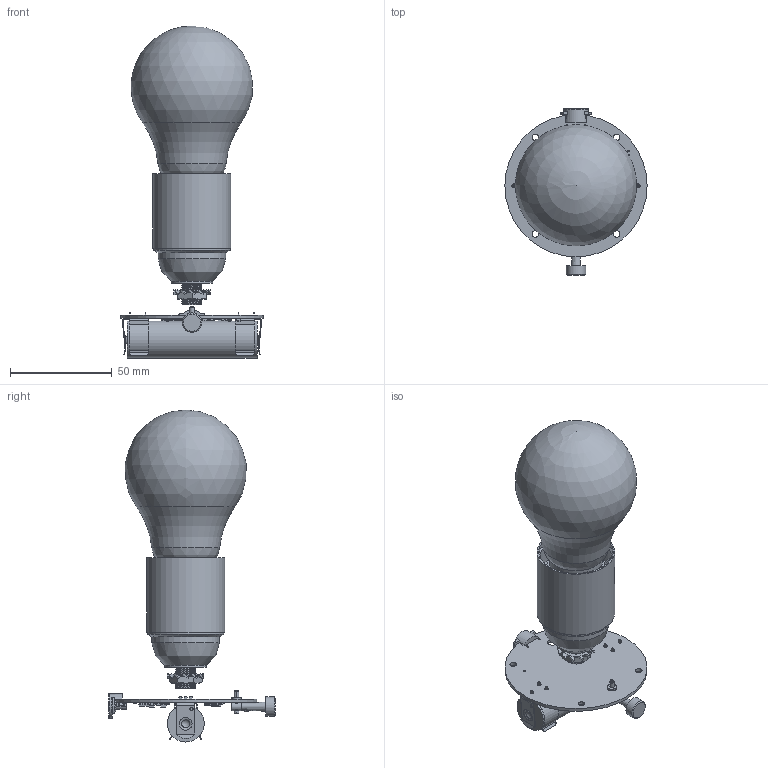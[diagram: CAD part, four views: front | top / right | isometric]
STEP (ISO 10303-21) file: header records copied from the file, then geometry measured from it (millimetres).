
FILE_DESCRIPTION(/* description */ (''),/* implementation_level */ '2;1');
FILE_NAME(/* name */ '3D KIT CABLESS DIY E27 A60.step',/* time_stamp */ '2026-01-21T15:52:34+01:00',/* author */ (''),/* organization */ (''),/* preprocessor_version */ 'ST-DEVELOPER v20.1',/* originating_system */ 'Autodesk Translation Framework v14.21.0.0',/* authorisation */ '');
FILE_SCHEMA (('AUTOMOTIVE_DESIGN { 1 0 10303 214 3 1 1 }'));
Length unit declared in the file: millimetre
Products named in the file (96): NP_22045 Cone Table lamp A.Tasto nuovo; Portalampada E27 China  v1; Scocca superiore; Scocca inferiore (1); Rondella; Frutto; Gruppo_contatto; PA-001-Morsetto_STD; Vite; Corpo_morsetto; Gruppo_contatto(Specchio); PA-001-Morsetto_STD(Specchio); Vite(Specchio); Corpo_morsetto(Specchio); Tige M10 x 15 mm v2; Scheda singola V1.1 v1 (1); C_0603_1608Metric (2); SOIC-8_3.9x4.9mm_P1.27mm (2); s7181-45 (2); COMPOUND (4); R_0603_1608Metric (2); C_0805_2012Metric (2); SOT-23-6 (2); keystone-PN54 (2); D_SMA (2); SOT-363_SC-70-6 (2); SOLID (7) (2); sod123 (2); SOLID (8) (2); SRN4012TA (2); SOLID (9) (2); Everlight 17-223 (1); COMPOUND (1) (2); SOT-23 (2); SOLID (10) (2); USB4125-GF-A (2); COMPOUND (2) (2); R_1210_3225Metric (2); SOLID (11) (2); Bat+dimmer_5V PCB (2) ...
Assembly tree (135 placements, depth 6):
  NP_22045 Cone Table lamp A.Tasto nuovo
    Portalampada E27 China  v1
      Scocca superiore
      Scocca inferiore (1)
        Rondella
      Frutto
        Gruppo_contatto
          PA-001-Morsetto_STD
            Vite
            Corpo_morsetto
        Gruppo_contatto(Specchio)
          PA-001-Morsetto_STD(Specchio)
            Vite(Specchio)
            Corpo_morsetto(Specchio)
    Tige M10 x 15 mm v2
    Scheda singola V1.1 v1 (1)
      C_0603_1608Metric (2)
        SOLID (14)
      SOIC-8_3.9x4.9mm_P1.27mm (2)
        SOLID (1) (2)
      s7181-45 (2)
        COMPOUND (4)
      R_0603_1608Metric (2)
        SOLID (2) (2)
      C_0805_2012Metric (2)
        SOLID (3) (2)
      SOT-23-6 (2)
        SOLID (4) (2)
      keystone-PN54 (2)
        SOLID (5) (2)
      D_SMA (2)
        SOLID (6) (2)
      SOT-363_SC-70-6 (2)
        SOLID (7) (2)
      sod123 (2)
        SOLID (8) (2)
      SRN4012TA (2)
        SOLID (9) (2)
      Everlight 17-223 (1)
        COMPOUND (1) (2)
      SOT-23 (2)
        SOLID (10) (2)
      USB4125-GF-A (2)
        COMPOUND (2) (2)
      R_1210_3225Metric (2)
        SOLID (11) (2)
      Bat+dimmer_5V PCB (2)
      C_0805_2012Metric (2)_1
        SOLID (3) (2)
      SOIC-8_3.9x4.9mm_P1.27mm (2)_1
        SOLID (1) (2)
      C_0603_1608Metric (2)_1
        SOLID (14)
      R_0603_1608Metric (2)_1
        SOLID (2) (2)
      C_0603_1608Metric (2)_2
        SOLID (14)
      R_0603_1608Metric (2)_2
        SOLID (2) (2)
      C_0805_2012Metric (2)_2
Bounding box: 70 x 81.79 x 163.39 mm (x, y, z)
Volume: 56209.7 mm3; surface area: 73710 mm2
Topology: 82 solids, 754 shells, 3996 faces, 12524 edges, 9423 vertices
Faces by surface type: plane 2596, cylinder 1118, bspline 123, cone 118, torus 34, sphere 7
Full cylindrical faces by diameter (mm): 0.05 x2, 0.6 x2, 0.8 x4, 1 x2, 1.575 x2, 1.8 x6, 2 x2, 2.2 x28, 2.5 x2, 2.6 x28, 2.7 x2, 2.85 x2, 2.999 x1, 3 x1, 3.15 x1, 3.2 x5, 3.25 x2, 3.5 x2, 3.75 x4, 3.8 x2, 4 x1, 4.5 x1, 5 x1, 6.75 x1, 8.701 x2, 8.744 x19, 9.036 x4, 9.5 x2, 10 x2, 10.147 x4
Entity records: 182739 total; most frequent: CARTESIAN_POINT 100229, DIRECTION 15835, ORIENTED_EDGE 14366, EDGE_CURVE 9090, VERTEX_POINT 7227, LINE 6519, VECTOR 6519, AXIS2_PLACEMENT_3D 4658
